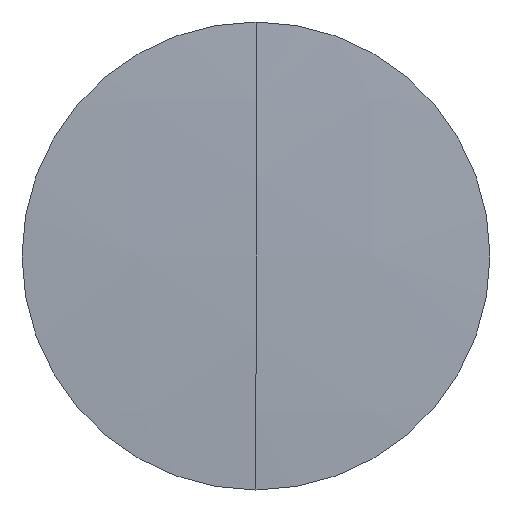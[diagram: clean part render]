
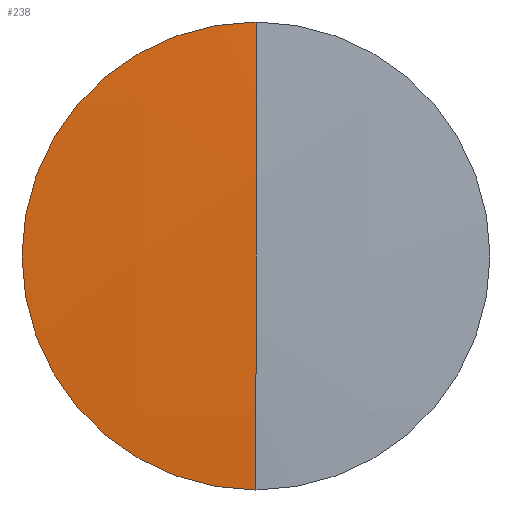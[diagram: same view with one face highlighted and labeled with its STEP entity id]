
A CAD part, left-side view. The second image highlights one B-rep face of the part: STEP entity #238.
In plain terms, the highlighted spherical face has radius 417.8 mm.
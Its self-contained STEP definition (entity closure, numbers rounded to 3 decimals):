
#5 = SPHERICAL_SURFACE ( 'NONE', #128, 417.8 ) ;
#17 = CARTESIAN_POINT ( 'NONE',  ( 1006.922, 0., 0. ) ) ;
#44 = AXIS2_PLACEMENT_3D ( 'NONE', #75, #177, #72 ) ;
#50 = DIRECTION ( 'NONE',  ( 0., 0., 1. ) ) ;
#62 = EDGE_CURVE ( 'NONE', #118, #136, #270, .T. ) ;
#66 = EDGE_CURVE ( 'NONE', #136, #131, #346, .T. ) ;
#72 = DIRECTION ( 'NONE',  ( 0., 0., 1. ) ) ;
#75 = CARTESIAN_POINT ( 'NONE',  ( 589.895, 0., 0. ) ) ;
#76 = DIRECTION ( 'NONE',  ( 0., 0., -1. ) ) ;
#77 = EDGE_CURVE ( 'NONE', #118, #131, #218, .T. ) ;
#118 = VERTEX_POINT ( 'NONE', #232 ) ;
#128 = AXIS2_PLACEMENT_3D ( 'NONE', #237, #342, #50 ) ;
#131 = VERTEX_POINT ( 'NONE', #308 ) ;
#136 = VERTEX_POINT ( 'NONE', #336 ) ;
#140 = ORIENTED_EDGE ( 'NONE', *, *, #62, .T. ) ;
#177 = DIRECTION ( 'NONE',  ( -1., 0., 0. ) ) ;
#178 = CARTESIAN_POINT ( 'NONE',  ( 1006.922, 0., 0. ) ) ;
#179 = DIRECTION ( 'NONE',  ( 0., 0., 1. ) ) ;
#189 = EDGE_LOOP ( 'NONE', ( #140, #305, #192 ) ) ;
#192 = ORIENTED_EDGE ( 'NONE', *, *, #77, .F. ) ;
#201 = DIRECTION ( 'NONE',  ( 0., 1., 0. ) ) ;
#203 = AXIS2_PLACEMENT_3D ( 'NONE', #178, #201, #179 ) ;
#218 = CIRCLE ( 'NONE', #221, 417.8 ) ;
#221 = AXIS2_PLACEMENT_3D ( 'NONE', #17, #229, #76 ) ;
#229 = DIRECTION ( 'NONE',  ( 0., -1., 0. ) ) ;
#232 = CARTESIAN_POINT ( 'NONE',  ( 589.895, 0., 25.4 ) ) ;
#237 = CARTESIAN_POINT ( 'NONE',  ( 1006.922, 0., 0. ) ) ;
#238 = ADVANCED_FACE ( 'NONE', ( #249 ), #5, .T. ) ;
#249 = FACE_OUTER_BOUND ( 'NONE', #189, .T. ) ;
#270 = CIRCLE ( 'NONE', #44, 25.4 ) ;
#305 = ORIENTED_EDGE ( 'NONE', *, *, #66, .T. ) ;
#308 = CARTESIAN_POINT ( 'NONE',  ( 589.122, 0., 0. ) ) ;
#336 = CARTESIAN_POINT ( 'NONE',  ( 589.895, 0., -25.4 ) ) ;
#342 = DIRECTION ( 'NONE',  ( 0., 1., 0. ) ) ;
#346 = CIRCLE ( 'NONE', #203, 417.8 ) ;
